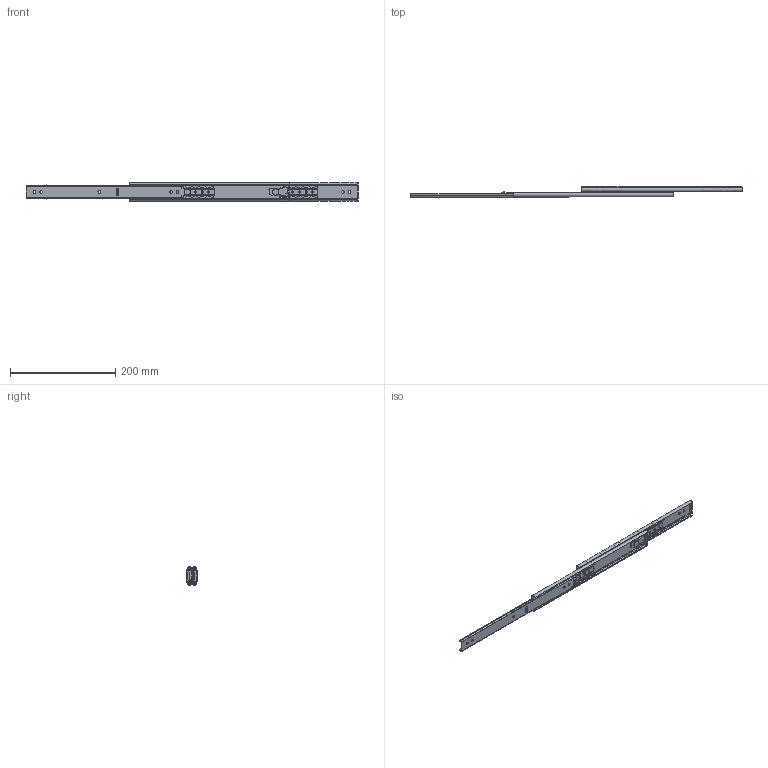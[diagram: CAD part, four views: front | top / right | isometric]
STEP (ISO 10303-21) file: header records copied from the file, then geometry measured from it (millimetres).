
FILE_DESCRIPTION((''),'2;1');
FILE_NAME('','2005-12-14T15:50:58',(''),(''),'','CADfix','');
FILE_SCHEMA(('AUTOMOTIVE_DESIGN'));
Length unit declared in the file: millimetre
Products named in the file (8): ball; retainer_2; retainer_1; member_D; member_C; member_B; member_A; TM_168_12_26167_36
Assembly tree (66 placements, depth 2):
  TM_168_12_26167_36
    ball  x60
    retainer_2
    retainer_1
    member_D
    member_C
    member_B
    member_A
Bounding box: 632 x 19.1 x 35.3 mm (x, y, z)
Volume: 73687 mm3; surface area: 121140.6 mm2
Topology: 66 solids, 66 shells, 1158 faces, 3334 edges, 2367 vertices
Faces by surface type: bspline 1158
Entity records: 37111 total; most frequent: CARTESIAN_POINT 17574, ORIENTED_EDGE 6432, EDGE_CURVE 3216, QUASI_UNIFORM_CURVE 2413, VERTEX_POINT 2249, EDGE_LOOP 1297, FACE_OUTER_BOUND 1040, ADVANCED_FACE 1040
